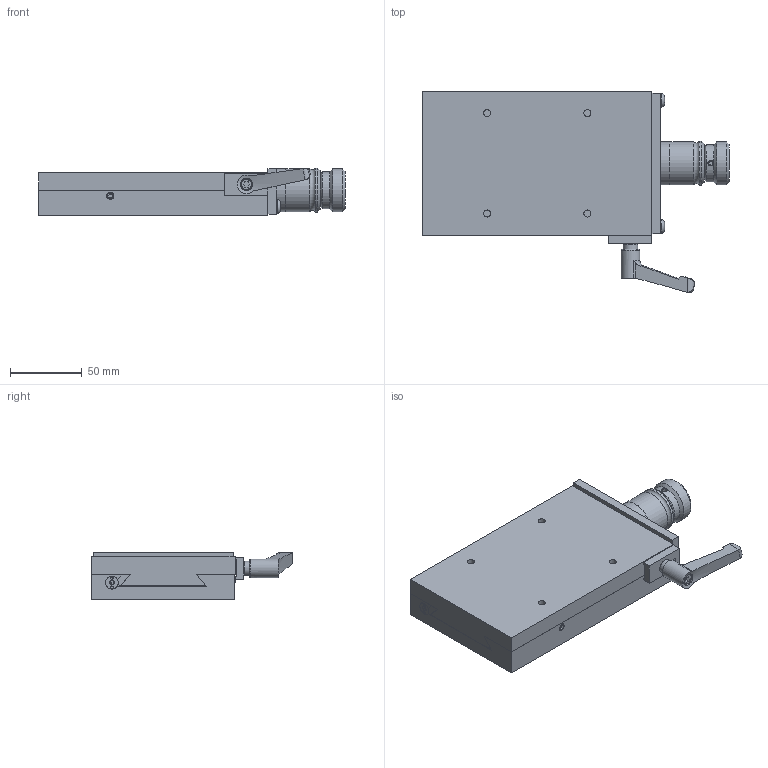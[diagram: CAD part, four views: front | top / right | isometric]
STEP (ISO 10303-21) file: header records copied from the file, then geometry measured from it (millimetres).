
FILE_DESCRIPTION( ( 'STEP AP214' ), '1' );
FILE_NAME( 'VSLS 100 X-NE-SPK-KL.stp', '2021-03-18T12:18:11', ( 'License CC BY-ND 4.0' ), ( 'CADENAS' ), ' ', 'PARTsolutions', ' ' );
FILE_SCHEMA( ( 'AUTOMOTIVE_DESIGN { 1 0 10303 214 1 1 1 1 }' ) );
Length unit declared in the file: millimetre
Products named in the file (8): VSLS 100 X-NE-SPK-KL_(0-KL); _VSLS 100-X-SPK-KLL180(-SPK-KLXPA.L180)_body; _VSLS-100_(0-SPK)._slider; _100_(-SPK)_new; _100_(-SPK)_klemm; _100(VSLS)_platte; _100(VSLS-SPK)_spindle; _Screw1 100
Assembly tree (8 placements, depth 2):
  VSLS 100 X-NE-SPK-KL_(0-KL)
    _VSLS 100-X-SPK-KLL180(-SPK-KLXPA.L180)_body
    _VSLS-100_(0-SPK)._slider
    _100_(-SPK)_new
    _100_(-SPK)_klemm
    _100(VSLS)_platte
    _100(VSLS-SPK)_spindle
    _Screw1 100  x2
Bounding box: 214 x 140 x 33.35 mm (x, y, z)
Volume: 522997.2 mm3; surface area: 120346.5 mm2
Topology: 8 solids, 8 shells, 226 faces, 516 edges, 332 vertices
Faces by surface type: plane 134, cylinder 54, cone 27, torus 11
Full cylindrical faces by diameter (mm): 1.8 x2, 2.5 x1, 3.2 x1, 3.24 x1, 3.3 x2, 3.5 x2, 4 x2, 4.134 x2, 4.917 x8, 5 x5, 5.3 x1, 5.5 x2, 6 x2, 8 x3, 8.8 x2, 9.5 x2, 10 x1, 13 x1, 16 x2, 26 x1, 30 x3, 30.7 x1
Entity records: 7616 total; most frequent: CARTESIAN_POINT 1189, DIRECTION 960, ORIENTED_EDGE 802, EDGE_CURVE 401, AXIS2_PLACEMENT_3D 361, EDGE_LOOP 337, VERTEX_POINT 304, FACE_OUTER_BOUND 267
